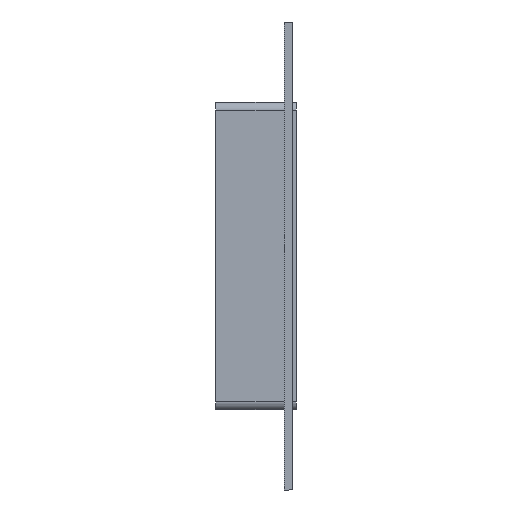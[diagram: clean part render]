
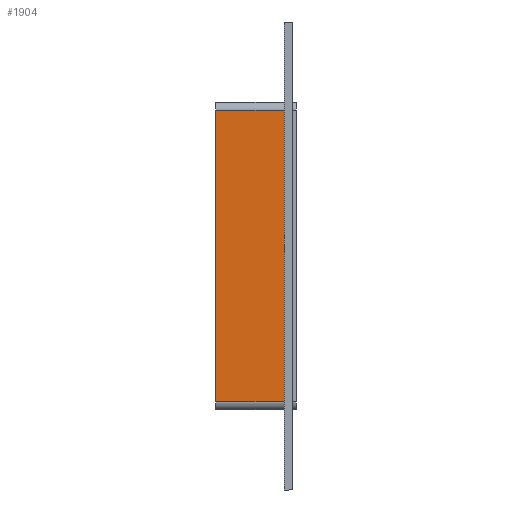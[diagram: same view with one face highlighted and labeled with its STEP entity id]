
A CAD part, left-side view. The second image highlights one B-rep face of the part: STEP entity #1904.
In plain terms, the highlighted planar face has unit normal (-1, 0, 0).
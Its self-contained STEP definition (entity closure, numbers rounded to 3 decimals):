
#1181=CARTESIAN_POINT('',(-262.0,6.,-109.));
#1182=VERTEX_POINT('',#1181);
#1232=CARTESIAN_POINT('',(-262.0,6.,109.));
#1233=VERTEX_POINT('',#1232);
#1241=CARTESIAN_POINT('',(-262.0,6.,-109.));
#1242=DIRECTION('',(0.0,0.0,1.0));
#1243=VECTOR('',#1242,218.0);
#1244=LINE('',#1241,#1243);
#1245=EDGE_CURVE('',#1182,#1233,#1244,.T.);
#1862=CARTESIAN_POINT('',(-262.0,57.0,-109.));
#1863=VERTEX_POINT('',#1862);
#1864=CARTESIAN_POINT('',(-262.0,6.,-109.));
#1865=DIRECTION('',(0.0,1.0,0.0));
#1866=VECTOR('',#1865,51.0);
#1867=LINE('',#1864,#1866);
#1868=EDGE_CURVE('',#1182,#1863,#1867,.T.);
#1881=CARTESIAN_POINT('',(-262.0,0.0,-115.0));
#1882=DIRECTION('',(-1.0,0.0,0.0));
#1883=DIRECTION('',(0.0,0.0,1.0));
#1884=AXIS2_PLACEMENT_3D('',#1881,#1882,#1883);
#1885=PLANE('',#1884);
#1886=ORIENTED_EDGE('',*,*,#1245,.T.);
#1887=CARTESIAN_POINT('',(-262.0,57.0,109.));
#1888=VERTEX_POINT('',#1887);
#1889=CARTESIAN_POINT('',(-262.0,57.0,109.));
#1890=DIRECTION('',(0.0,-1.0,0.0));
#1891=VECTOR('',#1890,51.0);
#1892=LINE('',#1889,#1891);
#1893=EDGE_CURVE('',#1888,#1233,#1892,.T.);
#1894=ORIENTED_EDGE('',*,*,#1893,.F.);
#1895=CARTESIAN_POINT('',(-262.0,57.0,-109.));
#1896=DIRECTION('',(0.0,0.0,1.0));
#1897=VECTOR('',#1896,218.0);
#1898=LINE('',#1895,#1897);
#1899=EDGE_CURVE('',#1863,#1888,#1898,.T.);
#1900=ORIENTED_EDGE('',*,*,#1899,.F.);
#1901=ORIENTED_EDGE('',*,*,#1868,.F.);
#1902=EDGE_LOOP('',(#1886,#1894,#1900,#1901));
#1903=FACE_OUTER_BOUND('',#1902,.T.);
#1904=ADVANCED_FACE('',(#1903),#1885,.T.);
